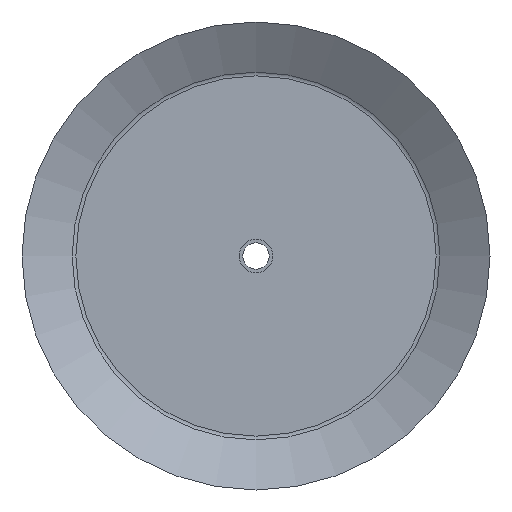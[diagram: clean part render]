
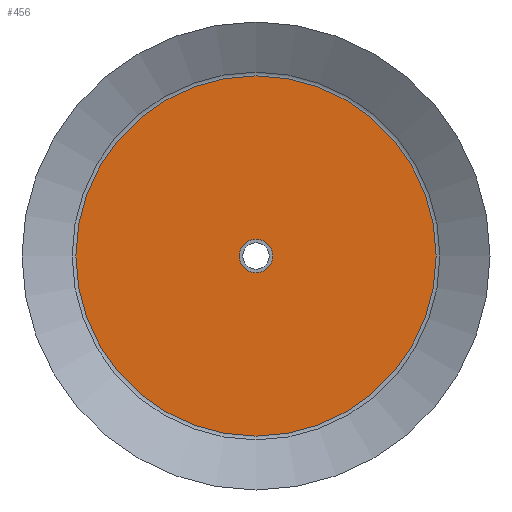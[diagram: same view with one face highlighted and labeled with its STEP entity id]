
A CAD part, front view. The second image highlights one B-rep face of the part: STEP entity #456.
In plain terms, the highlighted planar face has unit normal (0, -1, 0).
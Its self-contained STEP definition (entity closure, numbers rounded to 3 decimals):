
#65=PLANE('',#524);
#89=CIRCLE('',#523,48.108);
#90=CIRCLE('',#525,4.5);
#182=ORIENTED_EDGE('',*,*,#246,.F.);
#183=ORIENTED_EDGE('',*,*,#245,.T.);
#245=EDGE_CURVE('',#285,#285,#89,.T.);
#246=EDGE_CURVE('',#286,#286,#90,.F.);
#285=VERTEX_POINT('',#819);
#286=VERTEX_POINT('',#822);
#344=EDGE_LOOP('',(#182));
#345=EDGE_LOOP('',(#183));
#402=FACE_BOUND('',#344,.T.);
#403=FACE_BOUND('',#345,.T.);
#456=ADVANCED_FACE('',(#402,#403),#65,.F.);
#523=AXIS2_PLACEMENT_3D('',#818,#644,#645);
#524=AXIS2_PLACEMENT_3D('',#820,#646,#647);
#525=AXIS2_PLACEMENT_3D('',#821,#648,#649);
#644=DIRECTION('',(0.,-1.,0.));
#645=DIRECTION('',(0.,0.,-1.));
#646=DIRECTION('',(0.,1.,0.));
#647=DIRECTION('',(0.,0.,1.));
#648=DIRECTION('',(0.,1.,0.));
#649=DIRECTION('',(0.,0.,1.));
#818=CARTESIAN_POINT('',(0.,8.,0.));
#819=CARTESIAN_POINT('',(0.,8.,-48.108));
#820=CARTESIAN_POINT('',(48.108,8.,0.));
#821=CARTESIAN_POINT('',(0.,8.,0.));
#822=CARTESIAN_POINT('',(0.,8.,4.5));
